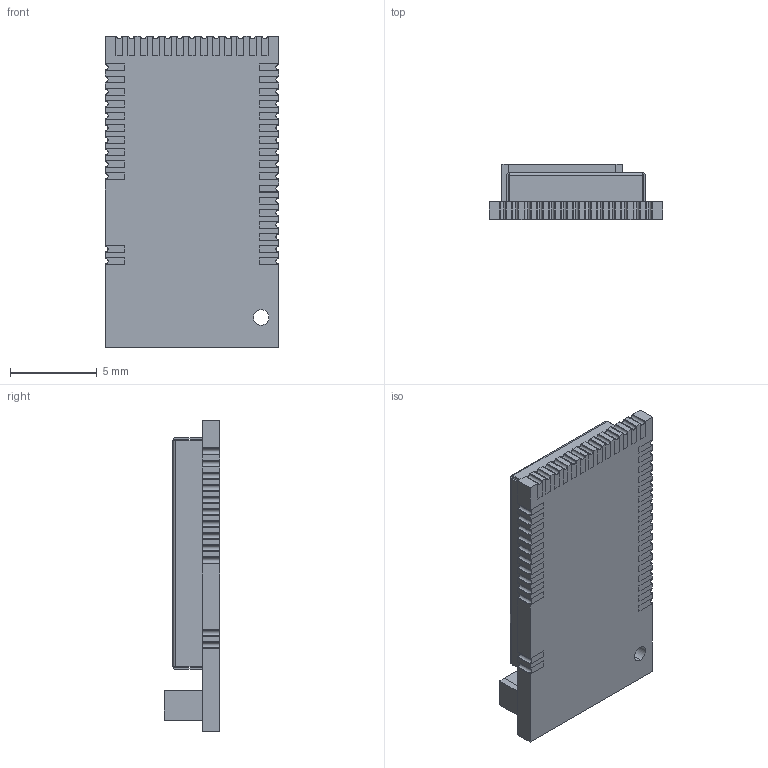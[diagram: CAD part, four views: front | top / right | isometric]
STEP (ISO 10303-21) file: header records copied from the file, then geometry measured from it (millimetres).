
FILE_DESCRIPTION (( 'STEP AP214' ), '1' );
FILE_NAME ('MDBT40-256RV3.STEP', '2020-10-15T17:30:47', ( '' ), ( '' ), 'SwSTEP 2.0', 'SolidWorks 2017', '' );
FILE_SCHEMA (( 'AUTOMOTIVE_DESIGN' ));
Length unit declared in the file: millimetre
Products named in the file (1): MDBT40-256RV3
Bounding box: 10 x 3.2 x 18 mm (x, y, z)
Volume: 221.2 mm3; surface area: 1030 mm2
Topology: 48 solids, 48 shells, 751 faces, 1949 edges, 1294 vertices
Faces by surface type: plane 686, cylinder 65
Entity records: 23030 total; most frequent: CARTESIAN_POINT 3995, ORIENTED_EDGE 3898, DIRECTION 3583, EDGE_CURVE 1949, VECTOR 1819, LINE 1819, VERTEX_POINT 1294, AXIS2_PLACEMENT_3D 882
